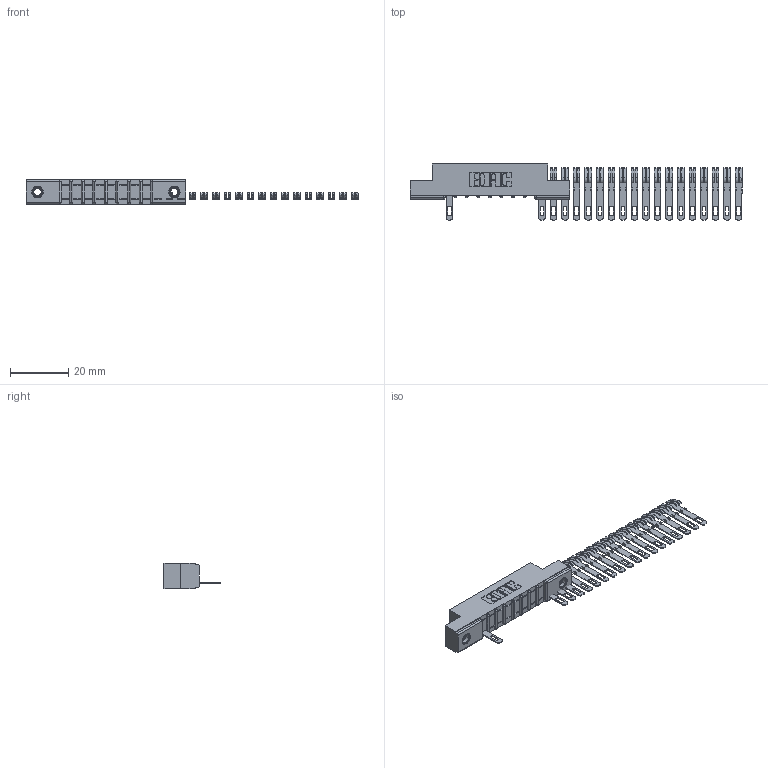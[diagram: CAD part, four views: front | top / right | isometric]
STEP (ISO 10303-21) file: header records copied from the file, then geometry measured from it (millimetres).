
FILE_DESCRIPTION (( 'STEP AP203' ), '1' );
FILE_NAME ('357-026-505-107.STEP', '2018-08-09T02:23:32', ( '' ), ( '' ), 'SwSTEP 2.0', 'SolidWorks 2016', '' );
FILE_SCHEMA (( 'CONFIG_CONTROL_DESIGN' ));
Length unit declared in the file: inch
Products named in the file (4): 307 Part_.156 Dia Mounting Holes; 307-290-001_505; 357-026-505-107; 345-250-001_345-250-005-103
Assembly tree (22 placements, depth 2):
  357-026-505-107
    307 Part_.156 Dia Mounting Holes
    307-290-001_505  x19
    345-250-001_345-250-005-103  x2
Bounding box: 113.68 x 19.18 x 8.71 mm (x, y, z)
Volume: 3660.9 mm3; surface area: 6311.2 mm2
Topology: 22 solids, 22 shells, 1031 faces, 2833 edges, 1830 vertices
Faces by surface type: plane 654, cylinder 343, sphere 18, cone 12, torus 4
Entity records: 12561 total; most frequent: CARTESIAN_POINT 2034, DIRECTION 2021, ORIENTED_EDGE 2002, EDGE_CURVE 1001, VECTOR 751, LINE 751, VERTEX_POINT 648, AXIS2_PLACEMENT_3D 635
